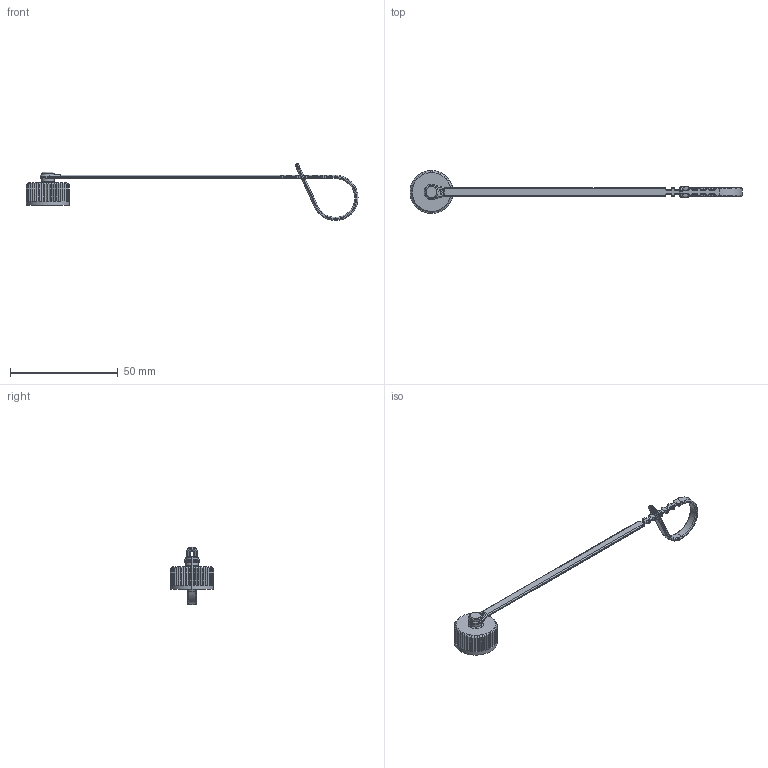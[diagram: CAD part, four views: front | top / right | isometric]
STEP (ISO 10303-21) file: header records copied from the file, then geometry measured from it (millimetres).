
FILE_DESCRIPTION(('CATIA V5 STEP Exchange','CAx-IF Rec.Pracs.--- Model Styling and Organization---1.5--- 2016-08-15','CAx-IF Rec.Pracs.---Supplemental Geometry---1.0---2011-11-01','CAx-IF Rec.Pracs.--- Composite Materials ---1.1---2010-07-15'),'2;1');
FILE_NAME ('058531-2_0', '2025-10-06T06:24:23+00:00', ('none'), ('Weidmueller'), 'CATIA Version 5-6 Release 2024 SP4', 'CATIA V5 STEP AP214 v3', 'none');
FILE_SCHEMA(('AUTOMOTIVE_DESIGN { 1 0 10303 214 1 1 1 1 }'));
Length unit declared in the file: millimetre
Products named in the file (1): 8425960000
Bounding box: 153.98 x 20 x 26.47 mm (x, y, z)
Volume: 3649.7 mm3; surface area: 3715.8 mm2
Topology: 1 solids, 1 shells, 576 faces, 1356 edges, 689 vertices
Faces by surface type: plane 245, cylinder 197, bspline 92, torus 26, sphere 12, cone 4
Entity records: 17120 total; most frequent: CARTESIAN_POINT 5488, ORIENTED_EDGE 2522, DIRECTION 1797, EDGE_CURVE 1261, VERTEX_POINT 689, VECTOR 666, LINE 666, AXIS2_PLACEMENT_3D 648
